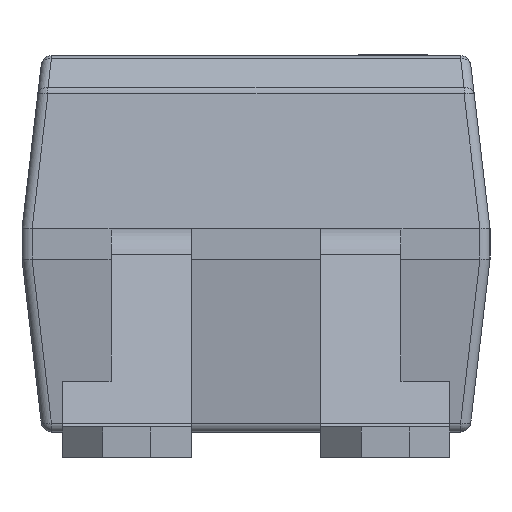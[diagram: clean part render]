
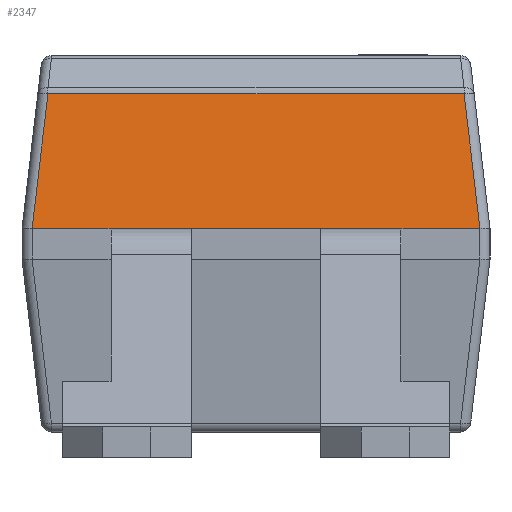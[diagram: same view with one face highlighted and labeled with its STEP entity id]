
A CAD part, left-side view. The second image highlights one B-rep face of the part: STEP entity #2347.
In plain terms, the highlighted planar face has unit normal (-0.993, 0, 0.117).
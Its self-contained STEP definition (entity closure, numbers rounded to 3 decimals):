
#46 = LINE ( 'NONE', #18539, #19388 ) ;
#147 = VERTEX_POINT ( 'NONE', #11942 ) ;
#658 = DIRECTION ( 'NONE',  ( 0., 1., 0. ) ) ;
#719 = LINE ( 'NONE', #3480, #3444 ) ;
#929 = VERTEX_POINT ( 'NONE', #12800 ) ;
#1079 = DIRECTION ( 'NONE',  ( 0.116, 0.116, 0.986 ) ) ;
#1578 = EDGE_CURVE ( 'NONE', #5688, #17502, #10238, .T. ) ;
#2347 = ADVANCED_FACE ( 'NONE', ( #6954 ), #2624, .T. ) ;
#2624 = PLANE ( 'NONE',  #6725 ) ;
#2796 = DIRECTION ( 'NONE',  ( 0., 1., 0. ) ) ;
#3088 = CARTESIAN_POINT ( 'NONE',  ( -3.2, -2.2, 2.2 ) ) ;
#3254 = VECTOR ( 'NONE', #1079, 1000. ) ;
#3267 = CARTESIAN_POINT ( 'NONE',  ( -3.2, -2.201, 2.2 ) ) ;
#3444 = VECTOR ( 'NONE', #15953, 1000. ) ;
#3480 = CARTESIAN_POINT ( 'NONE',  ( -3.2, -0.635, 2.2 ) ) ;
#3514 = LINE ( 'NONE', #6314, #7483 ) ;
#3827 =( BOUNDED_CURVE ( )  B_SPLINE_CURVE ( 3, ( #17834, #13329, #7248, #3937 ),
 .UNSPECIFIED., .F., .F. ) 
 B_SPLINE_CURVE_WITH_KNOTS ( ( 4, 4 ),
 ( 6.276, 6.283 ),
 .UNSPECIFIED. ) 
 CURVE ( )  GEOMETRIC_REPRESENTATION_ITEM ( )  RATIONAL_B_SPLINE_CURVE ( ( 1., 1., 1., 1. ) ) 
 REPRESENTATION_ITEM ( '' )  );
#3937 = CARTESIAN_POINT ( 'NONE',  ( -3.2, 2.2, 2.2 ) ) ;
#4129 = LINE ( 'NONE', #13522, #8195 ) ;
#4601 = ORIENTED_EDGE ( 'NONE', *, *, #17198, .F. ) ;
#4605 = ORIENTED_EDGE ( 'NONE', *, *, #1578, .F. ) ;
#5015 = LINE ( 'NONE', #17412, #19021 ) ;
#5310 = CARTESIAN_POINT ( 'NONE',  ( -3.2, 0.635, 2.2 ) ) ;
#5454 = CARTESIAN_POINT ( 'NONE',  ( -3.2, -1.425, 2.2 ) ) ;
#5688 = VERTEX_POINT ( 'NONE', #6783 ) ;
#5731 = ORIENTED_EDGE ( 'NONE', *, *, #16858, .T. ) ;
#5823 = DIRECTION ( 'NONE',  ( 0., 1., 0. ) ) ;
#5929 = CARTESIAN_POINT ( 'NONE',  ( -3.2, 1.905, 2.2 ) ) ;
#6314 = CARTESIAN_POINT ( 'NONE',  ( -3.2, 2.3, 2.2 ) ) ;
#6442 = ORIENTED_EDGE ( 'NONE', *, *, #8093, .T. ) ;
#6725 = AXIS2_PLACEMENT_3D ( 'NONE', #9152, #18534, #13838 ) ;
#6757 = EDGE_CURVE ( 'NONE', #11590, #17502, #3827, .T. ) ;
#6780 = CARTESIAN_POINT ( 'NONE',  ( -3.2, -2.2, 2.2 ) ) ;
#6783 = CARTESIAN_POINT ( 'NONE',  ( -3.2, 1.425, 2.2 ) ) ;
#6954 = FACE_OUTER_BOUND ( 'NONE', #10949, .T. ) ;
#7248 = CARTESIAN_POINT ( 'NONE',  ( -3.2, 2.2, 2.2 ) ) ;
#7483 = VECTOR ( 'NONE', #18626, 1000. ) ;
#7577 = ORIENTED_EDGE ( 'NONE', *, *, #9236, .T. ) ;
#8093 = EDGE_CURVE ( 'NONE', #18887, #12081, #13498, .T. ) ;
#8195 = VECTOR ( 'NONE', #10250, 1000. ) ;
#8446 = CARTESIAN_POINT ( 'NONE',  ( -2.973, -1.974, 4.129 ) ) ;
#8553 = LINE ( 'NONE', #8446, #3254 ) ;
#8724 = EDGE_CURVE ( 'NONE', #18887, #15529, #3514, .T. ) ;
#8824 = VERTEX_POINT ( 'NONE', #11279 ) ;
#9152 = CARTESIAN_POINT ( 'NONE',  ( -3., 0., 3.9 ) ) ;
#9236 = EDGE_CURVE ( 'NONE', #12081, #929, #8553, .T. ) ;
#9567 = VECTOR ( 'NONE', #5823, 1000. ) ;
#9864 = ORIENTED_EDGE ( 'NONE', *, *, #18154, .F. ) ;
#10238 = LINE ( 'NONE', #11872, #17698 ) ;
#10250 = DIRECTION ( 'NONE',  ( -0.116, 0.116, -0.986 ) ) ;
#10785 = DIRECTION ( 'NONE',  ( 0., 1., 0. ) ) ;
#10949 = EDGE_LOOP ( 'NONE', ( #16992, #18568, #4605, #9864, #18175, #4601, #17221, #6442, #7577, #5731 ) ) ;
#11279 = CARTESIAN_POINT ( 'NONE',  ( -3.2, -0.635, 2.2 ) ) ;
#11590 = VERTEX_POINT ( 'NONE', #15382 ) ;
#11872 = CARTESIAN_POINT ( 'NONE',  ( -3.2, 2.3, 2.2 ) ) ;
#11942 = CARTESIAN_POINT ( 'NONE',  ( -3.044, 2.045, 3.526 ) ) ;
#12081 = VERTEX_POINT ( 'NONE', #18114 ) ;
#12192 = EDGE_CURVE ( 'NONE', #147, #11590, #4129, .T. ) ;
#12800 = CARTESIAN_POINT ( 'NONE',  ( -3.044, -2.045, 3.526 ) ) ;
#13329 = CARTESIAN_POINT ( 'NONE',  ( -3.2, 2.2, 2.2 ) ) ;
#13498 =( BOUNDED_CURVE ( )  B_SPLINE_CURVE ( 3, ( #17559, #18766, #6780, #3267 ),
 .UNSPECIFIED., .F., .F. ) 
 B_SPLINE_CURVE_WITH_KNOTS ( ( 4, 4 ),
 ( 0., 0.007 ),
 .UNSPECIFIED. ) 
 CURVE ( )  GEOMETRIC_REPRESENTATION_ITEM ( )  RATIONAL_B_SPLINE_CURVE ( ( 1., 1., 1., 1. ) ) 
 REPRESENTATION_ITEM ( '' )  );
#13522 = CARTESIAN_POINT ( 'NONE',  ( -2.973, 1.974, 4.129 ) ) ;
#13838 = DIRECTION ( 'NONE',  ( 0., 1., 0. ) ) ;
#15181 = LINE ( 'NONE', #5929, #9567 ) ;
#15382 = CARTESIAN_POINT ( 'NONE',  ( -3.2, 2.201, 2.2 ) ) ;
#15529 = VERTEX_POINT ( 'NONE', #5454 ) ;
#15639 = VERTEX_POINT ( 'NONE', #5310 ) ;
#15953 = DIRECTION ( 'NONE',  ( 0., 1., 0. ) ) ;
#16858 = EDGE_CURVE ( 'NONE', #929, #147, #46, .T. ) ;
#16992 = ORIENTED_EDGE ( 'NONE', *, *, #12192, .T. ) ;
#17198 = EDGE_CURVE ( 'NONE', #15529, #8824, #719, .T. ) ;
#17221 = ORIENTED_EDGE ( 'NONE', *, *, #8724, .F. ) ;
#17412 = CARTESIAN_POINT ( 'NONE',  ( -3.2, 2.3, 2.2 ) ) ;
#17502 = VERTEX_POINT ( 'NONE', #19994 ) ;
#17559 = CARTESIAN_POINT ( 'NONE',  ( -3.2, -2.2, 2.2 ) ) ;
#17698 = VECTOR ( 'NONE', #2796, 1000. ) ;
#17834 = CARTESIAN_POINT ( 'NONE',  ( -3.2, 2.201, 2.2 ) ) ;
#18114 = CARTESIAN_POINT ( 'NONE',  ( -3.2, -2.201, 2.2 ) ) ;
#18154 = EDGE_CURVE ( 'NONE', #15639, #5688, #15181, .T. ) ;
#18175 = ORIENTED_EDGE ( 'NONE', *, *, #18441, .F. ) ;
#18441 = EDGE_CURVE ( 'NONE', #8824, #15639, #5015, .T. ) ;
#18534 = DIRECTION ( 'NONE',  ( -0.993, 0., 0.117 ) ) ;
#18539 = CARTESIAN_POINT ( 'NONE',  ( -3.044, 2.14, 3.526 ) ) ;
#18568 = ORIENTED_EDGE ( 'NONE', *, *, #6757, .T. ) ;
#18626 = DIRECTION ( 'NONE',  ( 0., 1., 0. ) ) ;
#18766 = CARTESIAN_POINT ( 'NONE',  ( -3.2, -2.2, 2.2 ) ) ;
#18887 = VERTEX_POINT ( 'NONE', #3088 ) ;
#19021 = VECTOR ( 'NONE', #658, 1000. ) ;
#19388 = VECTOR ( 'NONE', #10785, 1000. ) ;
#19994 = CARTESIAN_POINT ( 'NONE',  ( -3.2, 2.2, 2.2 ) ) ;
